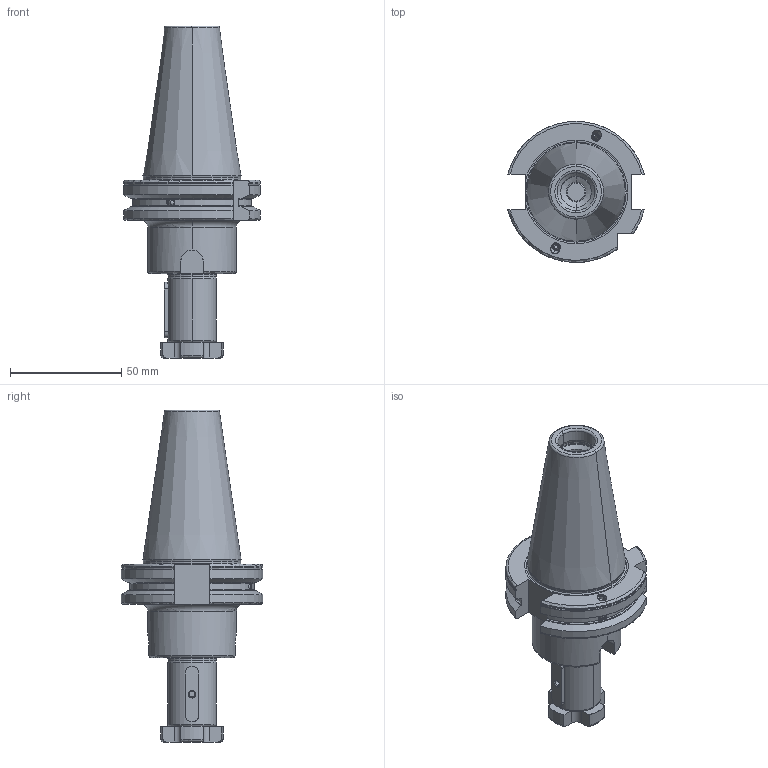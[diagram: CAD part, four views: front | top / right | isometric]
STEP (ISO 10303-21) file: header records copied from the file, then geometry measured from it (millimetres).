
FILE_DESCRIPTION((''),'2;1');
FILE_NAME('DC_403_10_22','2020-11-30T',('101107'),(''),'CREO PARAMETRIC BY PTC INC, 2016260','CREO PARAMETRIC BY PTC INC, 2016260','');
FILE_SCHEMA(('CONFIG_CONTROL_DESIGN'));
Length unit declared in the file: millimetre
Products named in the file (1): DC_403_10_22
Bounding box: 61.48 x 63.54 x 149.4 mm (x, y, z)
Volume: 142341.5 mm3; surface area: 29759.7 mm2
Topology: 1 solids, 8 shells, 343 faces, 821 edges, 487 vertices
Faces by surface type: cone 114, cylinder 84, plane 82, torus 55, sphere 8
Entity records: 10562 total; most frequent: CARTESIAN_POINT 2643, DIRECTION 1715, ORIENTED_EDGE 1614, EDGE_CURVE 807, AXIS2_PLACEMENT_3D 692, VERTEX_POINT 487, EDGE_LOOP 360, CIRCLE 346
